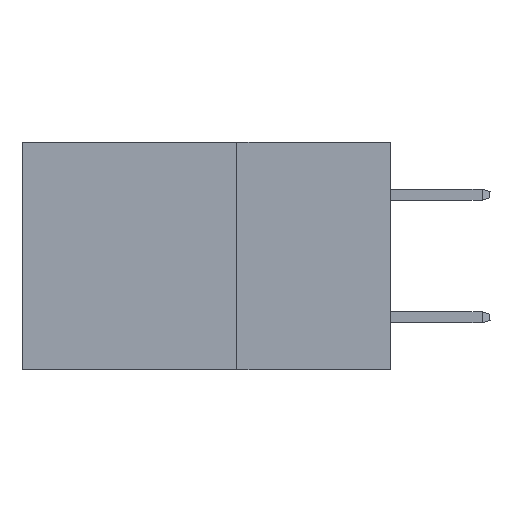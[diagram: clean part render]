
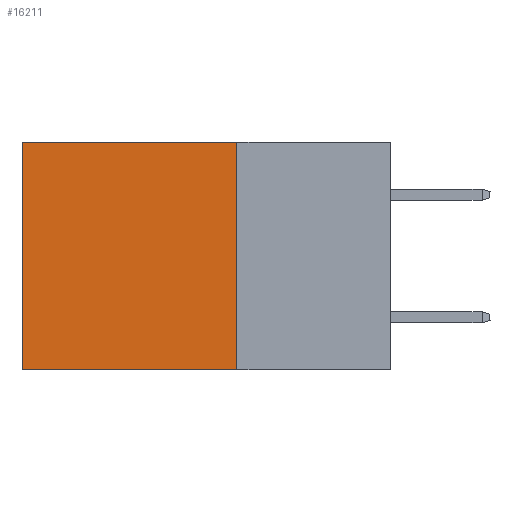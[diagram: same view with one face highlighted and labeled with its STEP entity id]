
A CAD part, left-side view. The second image highlights one B-rep face of the part: STEP entity #16211.
In plain terms, the highlighted planar face has unit normal (-1, 0, 0).
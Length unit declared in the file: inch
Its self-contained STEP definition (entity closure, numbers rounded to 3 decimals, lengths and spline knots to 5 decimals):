
#10 = VERTEX_POINT ( 'NONE', #8036 ) ;
#725 = CARTESIAN_POINT ( 'NONE',  ( 0.2875, 0.25, 0. ) ) ;
#847 = CARTESIAN_POINT ( 'NONE',  ( 0.2875, 0.25, 0. ) ) ;
#1033 = CARTESIAN_POINT ( 'NONE',  ( 0.2875, 0.25, -0.37 ) ) ;
#1602 = PLANE ( 'NONE',  #15933 ) ;
#2541 = VECTOR ( 'NONE', #5438, 39.37008 ) ;
#2640 = CARTESIAN_POINT ( 'NONE',  ( 0.2875, 0.6, 0. ) ) ;
#3600 = ORIENTED_EDGE ( 'NONE', *, *, #4744, .T. ) ;
#4064 = DIRECTION ( 'NONE',  ( 0., 1., 0. ) ) ;
#4210 = VERTEX_POINT ( 'NONE', #4758 ) ;
#4601 = VERTEX_POINT ( 'NONE', #9239 ) ;
#4744 = EDGE_CURVE ( 'NONE', #16763, #4210, #17258, .T. ) ;
#4758 = CARTESIAN_POINT ( 'NONE',  ( 0.2875, 0.6, -0.37 ) ) ;
#5306 = CARTESIAN_POINT ( 'NONE',  ( 0.2875, 0.6, 0. ) ) ;
#5438 = DIRECTION ( 'NONE',  ( 0., 0., -1. ) ) ;
#5762 = LINE ( 'NONE', #725, #2541 ) ;
#5765 = EDGE_LOOP ( 'NONE', ( #3600, #15125, #12519, #18652 ) ) ;
#7427 = LINE ( 'NONE', #1033, #7442 ) ;
#7442 = VECTOR ( 'NONE', #8816, 39.37008 ) ;
#8036 = CARTESIAN_POINT ( 'NONE',  ( 0.2875, 0.25, -0.37 ) ) ;
#8816 = DIRECTION ( 'NONE',  ( 0., 1., 0. ) ) ;
#9239 = CARTESIAN_POINT ( 'NONE',  ( 0.2875, 0.25, 0. ) ) ;
#10114 = DIRECTION ( 'NONE',  ( 0., 0., -1. ) ) ;
#11622 = CARTESIAN_POINT ( 'NONE',  ( 0.2875, 0.25, 0. ) ) ;
#12064 = EDGE_CURVE ( 'NONE', #4601, #10, #5762, .T. ) ;
#12519 = ORIENTED_EDGE ( 'NONE', *, *, #12064, .F. ) ;
#14035 = DIRECTION ( 'NONE',  ( 0., 0., -1. ) ) ;
#15125 = ORIENTED_EDGE ( 'NONE', *, *, #18358, .F. ) ;
#15933 = AXIS2_PLACEMENT_3D ( 'NONE', #11622, #19645, #10114 ) ;
#16211 = ADVANCED_FACE ( 'NONE', ( #16645 ), #1602, .F. ) ;
#16645 = FACE_OUTER_BOUND ( 'NONE', #5765, .T. ) ;
#16763 = VERTEX_POINT ( 'NONE', #5306 ) ;
#17258 = LINE ( 'NONE', #2640, #17870 ) ;
#17870 = VECTOR ( 'NONE', #14035, 39.37008 ) ;
#18358 = EDGE_CURVE ( 'NONE', #10, #4210, #7427, .T. ) ;
#18387 = VECTOR ( 'NONE', #4064, 39.37008 ) ;
#18652 = ORIENTED_EDGE ( 'NONE', *, *, #19294, .T. ) ;
#18676 = LINE ( 'NONE', #847, #18387 ) ;
#19294 = EDGE_CURVE ( 'NONE', #4601, #16763, #18676, .T. ) ;
#19645 = DIRECTION ( 'NONE',  ( 1., 0., 0. ) ) ;
